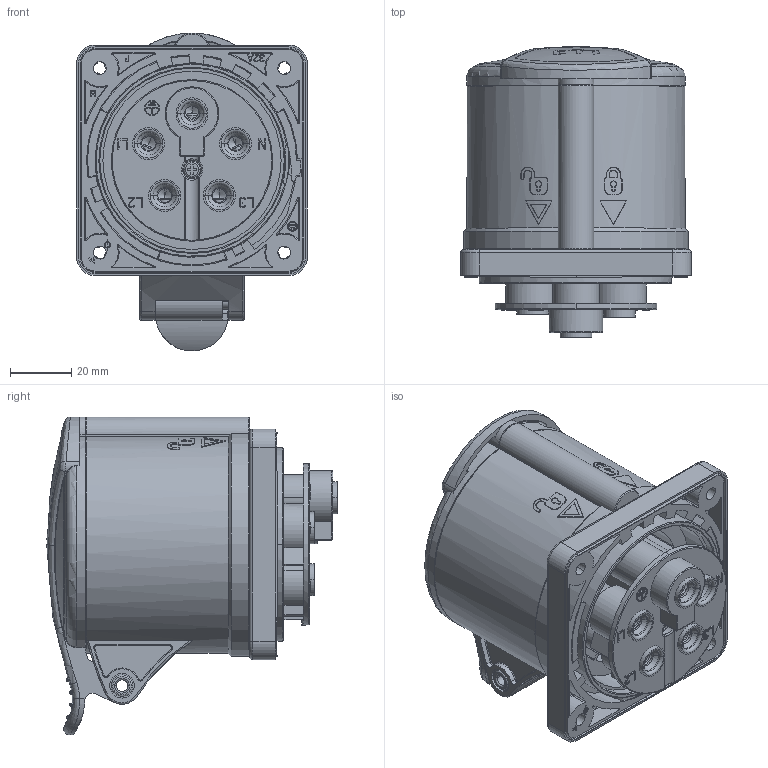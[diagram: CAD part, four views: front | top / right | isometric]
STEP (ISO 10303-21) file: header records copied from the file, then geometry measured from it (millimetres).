
FILE_DESCRIPTION((''),'2;1');
FILE_NAME('EER3253_ASM','2022-01-03T12:31:16',('marketing.praksa'),('Audax d.o.o.'),'CREO PARAMETRIC BY PTC INC, 2021304','CREO PARAMETRIC BY PTC INC, 2021304','');
FILE_SCHEMA(('AP242_MANAGED_MODEL_BASED_3D_ENGINEERING_MIM_LF { 1 0 10303 442 1 1 4 }'));
Length unit declared in the file: millimetre
Products named in the file (4): PRT0002; PRT0002_1_1; PRT9566; EER3253_ASM
Assembly tree (3 placements, depth 2):
  EER3253_ASM
    PRT0002
    PRT0002_1_1
    PRT9566
Bounding box: 75 x 94.5 x 103.4 mm (x, y, z)
Volume: 146356.6 mm3; surface area: 129372.7 mm2
Topology: 7 solids, 17 shells, 2384 faces, 6607 edges, 4322 vertices
Faces by surface type: plane 1241, cylinder 598, torus 200, cone 195, bspline 101, sphere 49
Entity records: 121017 total; most frequent: CARTESIAN_POINT 23557, ORIENTED_EDGE 13086, DIRECTION 12409, PRESENTATION_STYLE_ASSIGNMENT 8954, STYLED_ITEM 8954, CURVE_STYLE 6553, EDGE_CURVE 6553, AXIS2_PLACEMENT_3D 4519
